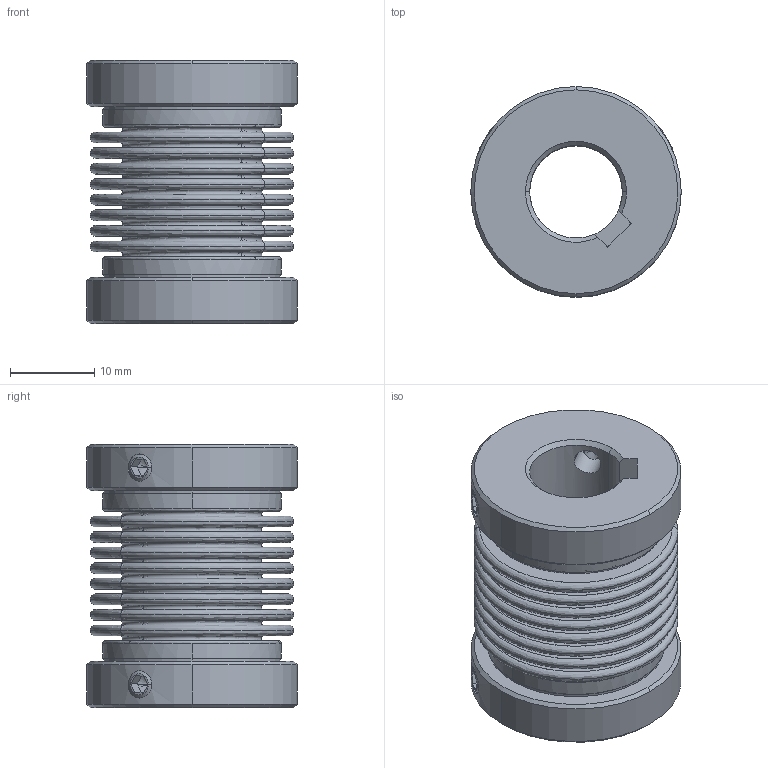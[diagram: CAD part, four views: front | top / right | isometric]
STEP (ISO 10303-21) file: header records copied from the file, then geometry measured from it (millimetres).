
FILE_DESCRIPTION (( 'STEP AP203' ), '1' );
FILE_NAME ('M016_9404-S11-11.STEP', '2018-03-29T06:57:48', ( '' ), ( '' ), 'SwSTEP 2.0', 'SolidWorks 2016', '' );
FILE_SCHEMA (( 'CONFIG_CONTROL_DESIGN' ));
Length unit declared in the file: millimetre
Products named in the file (1): M016_9404-S11-11
Bounding box: 25 x 25 x 31.25 mm (x, y, z)
Volume: 7029.9 mm3; surface area: 13884 mm2
Topology: 3 solids, 3 shells, 330 faces, 732 edges, 442 vertices
Faces by surface type: plane 122, bspline 112, cone 50, cylinder 46
Entity records: 17546 total; most frequent: CARTESIAN_POINT 10850, ORIENTED_EDGE 1432, DIRECTION 1298, EDGE_CURVE 716, AXIS2_PLACEMENT_3D 539, VERTEX_POINT 442, EDGE_LOOP 386, FACE_OUTER_BOUND 330
